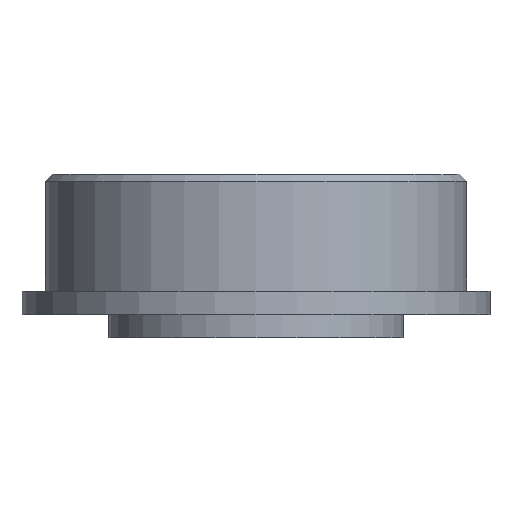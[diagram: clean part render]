
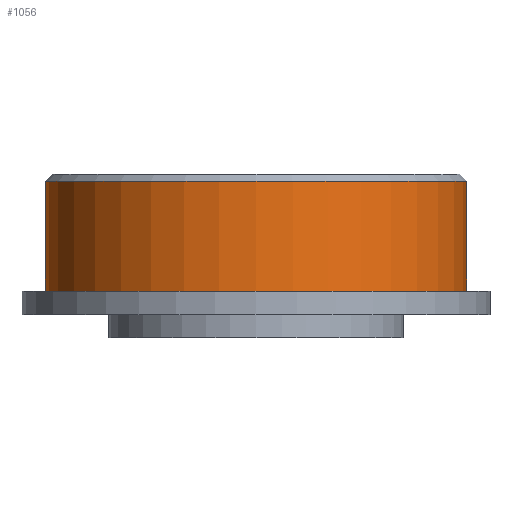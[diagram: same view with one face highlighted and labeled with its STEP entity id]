
A CAD part, front view. The second image highlights one B-rep face of the part: STEP entity #1056.
In plain terms, the highlighted cylindrical face has radius 14.287 mm (diameter 28.575 mm), a partial arc.
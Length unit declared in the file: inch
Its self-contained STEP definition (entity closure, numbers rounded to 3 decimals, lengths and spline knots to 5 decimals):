
#29 = VECTOR ( 'NONE', #520, 39.37008 ) ;
#125 = DIRECTION ( 'NONE',  ( 1., 0., 0. ) ) ;
#126 = DIRECTION ( 'NONE',  ( 0., 0., 1. ) ) ;
#127 = CARTESIAN_POINT ( 'NONE',  ( 0., 0., 0.16875 ) ) ;
#128 = CIRCLE ( 'NONE', #132, 0.5625 ) ;
#132 = AXIS2_PLACEMENT_3D ( 'NONE', #127, #126, #125 ) ;
#162 = DIRECTION ( 'NONE',  ( 1., 0., 0. ) ) ;
#163 = DIRECTION ( 'NONE',  ( 0., 0., 1. ) ) ;
#164 = CARTESIAN_POINT ( 'NONE',  ( 0., 0., -0.125 ) ) ;
#165 = AXIS2_PLACEMENT_3D ( 'NONE', #164, #163, #162 ) ;
#166 = CIRCLE ( 'NONE', #165, 0.5625 ) ;
#353 = DIRECTION ( 'NONE',  ( 1., 0., 0. ) ) ;
#354 = DIRECTION ( 'NONE',  ( 0., 0., 1. ) ) ;
#356 = AXIS2_PLACEMENT_3D ( 'NONE', #357, #354, #353 ) ;
#357 = CARTESIAN_POINT ( 'NONE',  ( 0., 0., 0.1875 ) ) ;
#358 = CYLINDRICAL_SURFACE ( 'NONE', #356, 0.5625 ) ;
#362 = FACE_OUTER_BOUND ( 'NONE', #1057, .T. ) ;
#404 = CARTESIAN_POINT ( 'NONE',  ( 0.5625, 0., 0.16875 ) ) ;
#410 = CARTESIAN_POINT ( 'NONE',  ( -0.5625, 0., 0.16875 ) ) ;
#411 = DIRECTION ( 'NONE',  ( 0., 0., 1. ) ) ;
#412 = VECTOR ( 'NONE', #411, 39.37008 ) ;
#413 = CARTESIAN_POINT ( 'NONE',  ( -0.5625, 0., 0.1875 ) ) ;
#414 = LINE ( 'NONE', #413, #412 ) ;
#437 = CARTESIAN_POINT ( 'NONE',  ( -0.5625, 0., -0.125 ) ) ;
#520 = DIRECTION ( 'NONE',  ( 0., 0., 1. ) ) ;
#579 = CARTESIAN_POINT ( 'NONE',  ( 0.5625, 0., -0.125 ) ) ;
#595 = CARTESIAN_POINT ( 'NONE',  ( 0.5625, 0., 0.1875 ) ) ;
#596 = LINE ( 'NONE', #595, #29 ) ;
#992 = ORIENTED_EDGE ( 'NONE', *, *, #1083, .F. ) ;
#993 = ORIENTED_EDGE ( 'NONE', *, *, #994, .T. ) ;
#994 = EDGE_CURVE ( 'NONE', #1081, #1229, #166, .T. ) ;
#995 = ORIENTED_EDGE ( 'NONE', *, *, #1339, .T. ) ;
#996 = ORIENTED_EDGE ( 'NONE', *, *, #1022, .F. ) ;
#1022 = EDGE_CURVE ( 'NONE', #1084, #1087, #128, .T. ) ;
#1056 = ADVANCED_FACE ( 'NONE', ( #362 ), #358, .T. ) ;
#1057 = EDGE_LOOP ( 'NONE', ( #992, #993, #995, #996 ) ) ;
#1081 = VERTEX_POINT ( 'NONE', #437 ) ;
#1083 = EDGE_CURVE ( 'NONE', #1081, #1084, #414, .T. ) ;
#1084 = VERTEX_POINT ( 'NONE', #410 ) ;
#1087 = VERTEX_POINT ( 'NONE', #404 ) ;
#1229 = VERTEX_POINT ( 'NONE', #579 ) ;
#1339 = EDGE_CURVE ( 'NONE', #1229, #1087, #596, .T. ) ;
